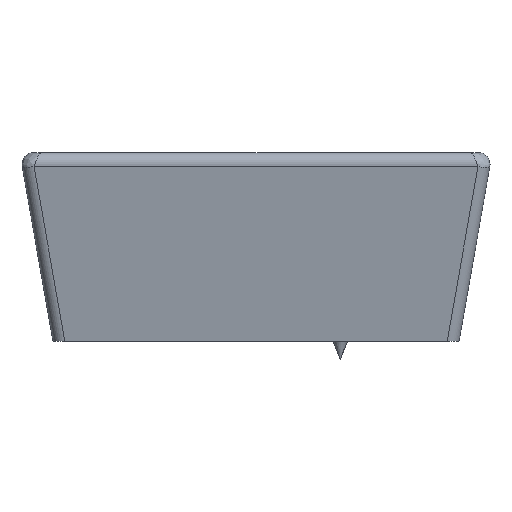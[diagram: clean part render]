
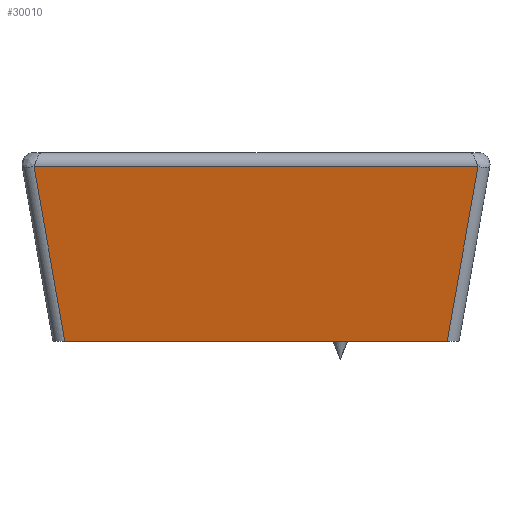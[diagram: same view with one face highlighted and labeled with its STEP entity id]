
A CAD part, left-side view. The second image highlights one B-rep face of the part: STEP entity #30010.
In plain terms, the highlighted face is planar.
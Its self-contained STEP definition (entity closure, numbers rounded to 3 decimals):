
#29620=CARTESIAN_POINT('',(-3.43,3.95,3.451)
);
#29630=DIRECTION('',(0.985,0.,
0.174));
#29640=DIRECTION('',(0.174,0.,
-0.985));
#29650=AXIS2_PLACEMENT_3D('',#29620,#29630,#29640);
#29660=PLANE('',#29650);
#29670=CARTESIAN_POINT('',(-0.32,0.,
-14.186));
#29680=DIRECTION('',(0.,-1.,0.));
#29690=VECTOR('',#29680,1.);
#29700=LINE('',#29670,#29690);
#29710=CARTESIAN_POINT('',(-0.32,-1.305,
-14.186));
#29720=VERTEX_POINT('',#29710);
#29730=CARTESIAN_POINT('',(-0.32,-38.195,
-14.186));
#29740=VERTEX_POINT('',#29730);
#29750=EDGE_CURVE('',#29720,#29740,#29700,.T.);
#29760=ORIENTED_EDGE('',*,*,#29750,.F.);
#29770=CARTESIAN_POINT('',(-2.852,-35.663,
0.174));
#29780=DIRECTION('',(-0.171,0.171,
0.97));
#29790=VECTOR('',#29780,1.);
#29800=LINE('',#29770,#29790);
#29810=CARTESIAN_POINT('',(-2.881,-35.634,
0.34));
#29820=VERTEX_POINT('',#29810);
#29830=EDGE_CURVE('',#29740,#29820,#29800,.T.);
#29840=ORIENTED_EDGE('',*,*,#29830,.F.);
#29850=CARTESIAN_POINT('',(-2.881,0.,0.34));
#29860=DIRECTION('',(0.,-1.,0.));
#29870=VECTOR('',#29860,1.);
#29880=LINE('',#29850,#29870);
#29890=CARTESIAN_POINT('',(-2.881,-3.866,
0.34));
#29900=VERTEX_POINT('',#29890);
#29910=EDGE_CURVE('',#29900,#29820,#29880,.T.);
#29920=ORIENTED_EDGE('',*,*,#29910,.T.);
#29930=CARTESIAN_POINT('',(-2.852,-3.837,
0.174));
#29940=DIRECTION('',(0.171,0.171,
-0.97));
#29950=VECTOR('',#29940,1.);
#29960=LINE('',#29930,#29950);
#29970=EDGE_CURVE('',#29900,#29720,#29960,.T.);
#29980=ORIENTED_EDGE('',*,*,#29970,.F.);
#29990=EDGE_LOOP('',(#29980,#29920,#29840,#29760));
#30000=FACE_OUTER_BOUND('',#29990,.T.);
#30010=ADVANCED_FACE('',(#30000),#29660,.T.);
